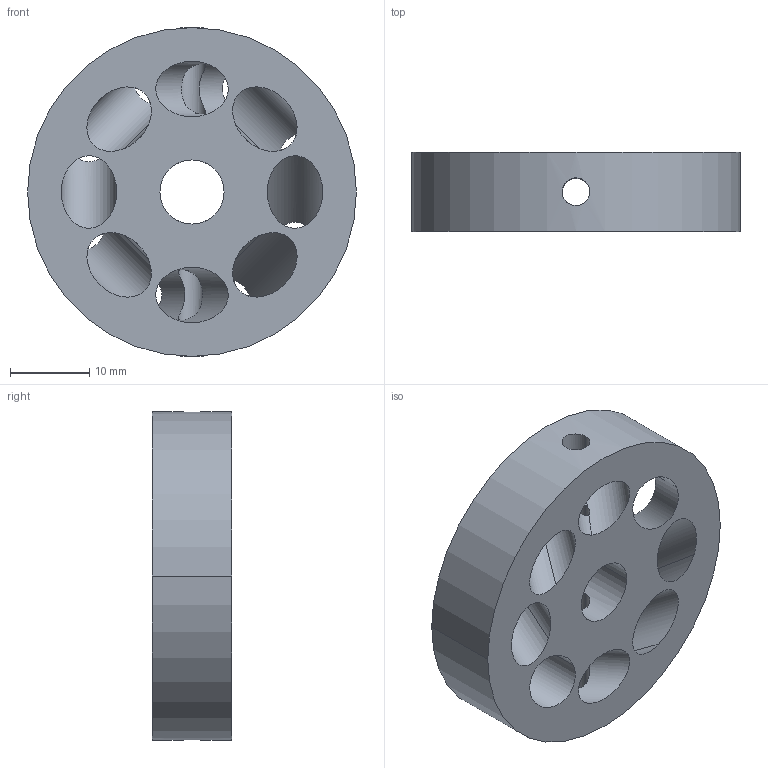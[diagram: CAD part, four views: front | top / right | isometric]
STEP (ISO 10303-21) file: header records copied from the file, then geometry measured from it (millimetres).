
FILE_DESCRIPTION(('CATIA V5 STEP Exchange'),'2;1');
FILE_NAME('spinner05.stp','2019-05-27T19:04:07+00:00',('none'),('none'),'CATIA Version 5 Release 19 GA (IN-10)','CATIA V5 STEP AP203','none');
FILE_SCHEMA(('CONFIG_CONTROL_DESIGN'));
Length unit declared in the file: millimetre
Products named in the file (1): spinner05
Bounding box: 41.5 x 10 x 41.5 mm (x, y, z)
Volume: 8718.9 mm3; surface area: 5874 mm2
Topology: 1 solids, 1 shells, 26 faces, 84 edges, 56 vertices
Faces by surface type: cylinder 24, plane 2
Entity records: 1693 total; most frequent: CARTESIAN_POINT 1006, ORIENTED_EDGE 168, EDGE_CURVE 84, DIRECTION 62, VERTEX_POINT 56, B_SPLINE_CURVE_WITH_KNOTS 48, EDGE_LOOP 48, VECTOR 28
